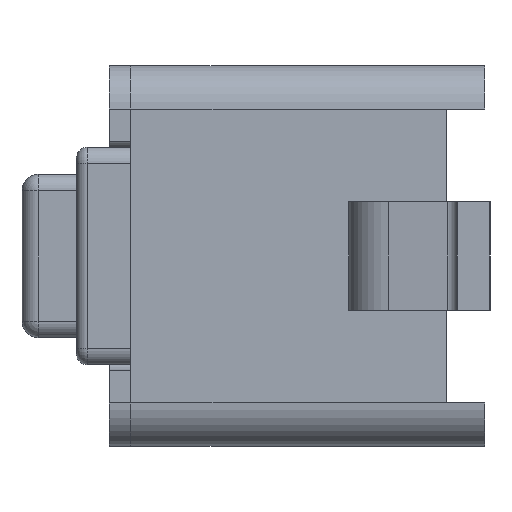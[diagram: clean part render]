
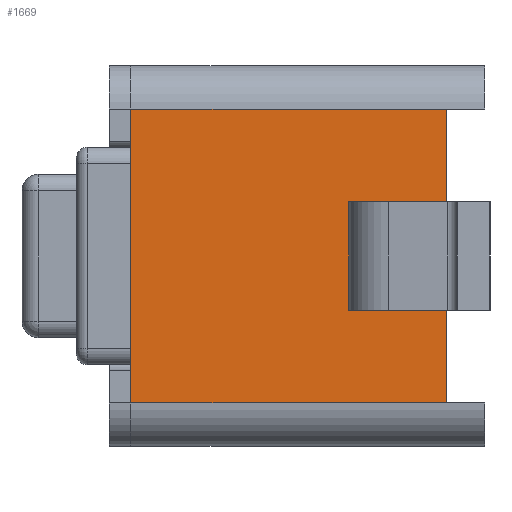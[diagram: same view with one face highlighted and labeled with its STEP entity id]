
A CAD part, left-side view. The second image highlights one B-rep face of the part: STEP entity #1669.
In plain terms, the highlighted planar face has unit normal (-1, 0, 0).
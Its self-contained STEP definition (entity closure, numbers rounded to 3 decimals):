
#95 = DIRECTION ( 'NONE',  ( 0., 0., 1. ) ) ;
#227 = DIRECTION ( 'NONE',  ( 1., 0., 0. ) ) ;
#253 = LINE ( 'NONE', #1072, #2768 ) ;
#290 = EDGE_LOOP ( 'NONE', ( #803, #2140, #2278, #733 ) ) ;
#297 = LINE ( 'NONE', #2189, #3234 ) ;
#313 = LINE ( 'NONE', #1704, #2010 ) ;
#497 = VERTEX_POINT ( 'NONE', #1416 ) ;
#536 = VECTOR ( 'NONE', #670, 1000. ) ;
#670 = DIRECTION ( 'NONE',  ( 0., -1., 0. ) ) ;
#705 = CARTESIAN_POINT ( 'NONE',  ( -3., 0.4, 1.35 ) ) ;
#733 = ORIENTED_EDGE ( 'NONE', *, *, #1502, .F. ) ;
#803 = ORIENTED_EDGE ( 'NONE', *, *, #3681, .T. ) ;
#953 = CARTESIAN_POINT ( 'NONE',  ( -3., 3.5, -1.35 ) ) ;
#1008 = AXIS2_PLACEMENT_3D ( 'NONE', #1446, #227, #2017 ) ;
#1072 = CARTESIAN_POINT ( 'NONE',  ( -3., 3.5, 1.35 ) ) ;
#1109 = DIRECTION ( 'NONE',  ( 0., 0., 1. ) ) ;
#1326 = LINE ( 'NONE', #953, #536 ) ;
#1416 = CARTESIAN_POINT ( 'NONE',  ( -3., 0.4, -1.35 ) ) ;
#1446 = CARTESIAN_POINT ( 'NONE',  ( -3., 3.5, -1.35 ) ) ;
#1493 = CARTESIAN_POINT ( 'NONE',  ( -3., 3.3, 1.35 ) ) ;
#1502 = EDGE_CURVE ( 'NONE', #3835, #3607, #297, .T. ) ;
#1634 = EDGE_CURVE ( 'NONE', #3607, #3773, #253, .T. ) ;
#1640 = DIRECTION ( 'NONE',  ( 0., -1., 0. ) ) ;
#1669 = ADVANCED_FACE ( 'NONE', ( #3814 ), #3220, .F. ) ;
#1704 = CARTESIAN_POINT ( 'NONE',  ( -3., 0.4, -1.35 ) ) ;
#2010 = VECTOR ( 'NONE', #1109, 1000. ) ;
#2017 = DIRECTION ( 'NONE',  ( 0., 0., -1. ) ) ;
#2140 = ORIENTED_EDGE ( 'NONE', *, *, #3175, .T. ) ;
#2189 = CARTESIAN_POINT ( 'NONE',  ( -3., 3.3, -1.35 ) ) ;
#2278 = ORIENTED_EDGE ( 'NONE', *, *, #1634, .F. ) ;
#2768 = VECTOR ( 'NONE', #1640, 1000. ) ;
#3175 = EDGE_CURVE ( 'NONE', #497, #3773, #313, .T. ) ;
#3220 = PLANE ( 'NONE',  #1008 ) ;
#3234 = VECTOR ( 'NONE', #95, 1000. ) ;
#3607 = VERTEX_POINT ( 'NONE', #1493 ) ;
#3681 = EDGE_CURVE ( 'NONE', #3835, #497, #1326, .T. ) ;
#3751 = CARTESIAN_POINT ( 'NONE',  ( -3., 3.3, -1.35 ) ) ;
#3773 = VERTEX_POINT ( 'NONE', #705 ) ;
#3814 = FACE_OUTER_BOUND ( 'NONE', #290, .T. ) ;
#3835 = VERTEX_POINT ( 'NONE', #3751 ) ;
